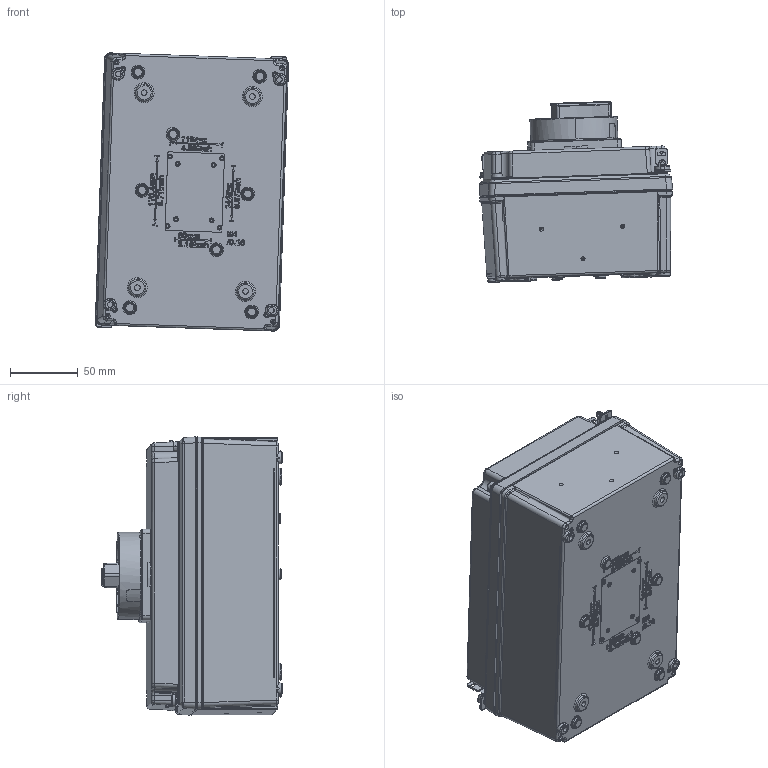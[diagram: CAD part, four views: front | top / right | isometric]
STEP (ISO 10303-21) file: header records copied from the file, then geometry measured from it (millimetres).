
FILE_DESCRIPTION (( 'STEP AP214' ), '1' );
FILE_NAME ('ZH37-80AL_ZH37BXM2_ZH37BXM2B.STEP', '2025-02-11T12:09:57', ( '' ), ( '' ), 'SwSTEP 2.0', 'SolidWorks 2022', '' );
FILE_SCHEMA (( 'AUTOMOTIVE_DESIGN' ));
Length unit declared in the file: millimetre
Products named in the file (1): ZH37-80AL_ZH37BXM2_ZH37BXM2B
Bounding box: 142.55 x 133.42 x 205.31 mm (x, y, z)
Volume: 2470756.8 mm3; surface area: 178946.9 mm2
Topology: 1 solids, 12 shells, 2865 faces, 7556 edges, 4853 vertices
Faces by surface type: plane 1247, bspline 910, cylinder 360, torus 221, cone 115, sphere 12
Entity records: 149884 total; most frequent: CARTESIAN_POINT 56476, ORIENTED_EDGE 15072, DIRECTION 9786, EDGE_CURVE 7536, VERTEX_POINT 4851, VECTOR 3536, LINE 3536, AXIS2_PLACEMENT_3D 3125
